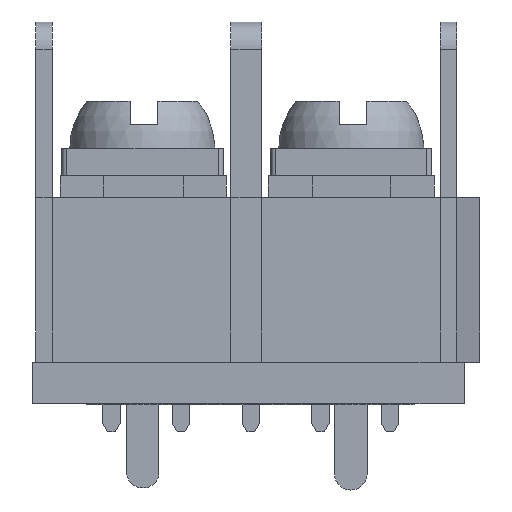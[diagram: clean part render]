
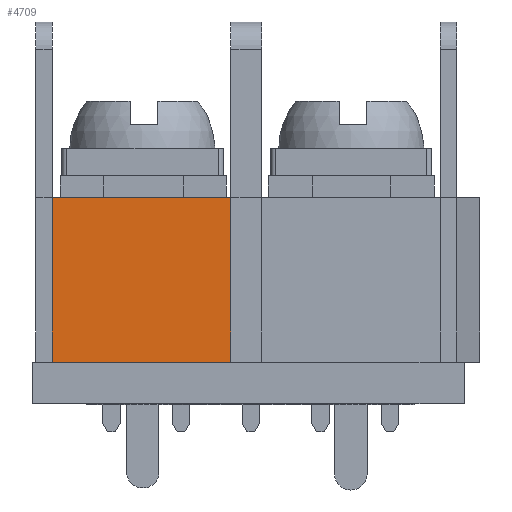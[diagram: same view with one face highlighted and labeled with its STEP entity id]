
A CAD part, left-side view. The second image highlights one B-rep face of the part: STEP entity #4709.
In plain terms, the highlighted face is planar.
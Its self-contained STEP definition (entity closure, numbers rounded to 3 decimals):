
#1890 = PLANE('',#1891);
#1891 = AXIS2_PLACEMENT_3D('',#1892,#1893,#1894);
#1892 = CARTESIAN_POINT('',(-12.016,13.938,0.));
#1893 = DIRECTION('',(0.,0.,1.));
#1894 = DIRECTION('',(1.,0.,0.));
#2953 = VERTEX_POINT('',#2954);
#2954 = CARTESIAN_POINT('',(-4.849,19.489,0.));
#2968 = PLANE('',#2969);
#2969 = AXIS2_PLACEMENT_3D('',#2970,#2971,#2972);
#2970 = CARTESIAN_POINT('',(-4.849,19.489,0.));
#2971 = DIRECTION('',(-1.,0.,0.));
#2972 = DIRECTION('',(0.,1.,0.));
#2980 = EDGE_CURVE('',#2981,#2953,#2983,.T.);
#2981 = VERTEX_POINT('',#2982);
#2982 = CARTESIAN_POINT('',(-11.358,19.489,0.));
#2983 = SURFACE_CURVE('',#2984,(#2988,#2995),.PCURVE_S1.);
#2984 = LINE('',#2985,#2986);
#2985 = CARTESIAN_POINT('',(-11.358,19.489,0.));
#2986 = VECTOR('',#2987,1.);
#2987 = DIRECTION('',(1.,0.,0.));
#2988 = PCURVE('',#1890,#2989);
#2989 = DEFINITIONAL_REPRESENTATION('',(#2990),#2994);
#2990 = LINE('',#2991,#2992);
#2991 = CARTESIAN_POINT('',(0.658,5.551));
#2992 = VECTOR('',#2993,1.);
#2993 = DIRECTION('',(1.,0.));
#2994 = ( GEOMETRIC_REPRESENTATION_CONTEXT(2) 
PARAMETRIC_REPRESENTATION_CONTEXT() REPRESENTATION_CONTEXT('2D SPACE',''
  ) );
#2995 = PCURVE('',#2996,#3001);
#2996 = PLANE('',#2997);
#2997 = AXIS2_PLACEMENT_3D('',#2998,#2999,#3000);
#2998 = CARTESIAN_POINT('',(-11.358,19.489,0.));
#2999 = DIRECTION('',(0.,1.,0.));
#3000 = DIRECTION('',(1.,0.,0.));
#3001 = DEFINITIONAL_REPRESENTATION('',(#3002),#3006);
#3002 = LINE('',#3003,#3004);
#3003 = CARTESIAN_POINT('',(0.,0.));
#3004 = VECTOR('',#3005,1.);
#3005 = DIRECTION('',(1.,0.));
#3006 = ( GEOMETRIC_REPRESENTATION_CONTEXT(2) 
PARAMETRIC_REPRESENTATION_CONTEXT() REPRESENTATION_CONTEXT('2D SPACE',''
  ) );
#3024 = PLANE('',#3025);
#3025 = AXIS2_PLACEMENT_3D('',#3026,#3027,#3028);
#3026 = CARTESIAN_POINT('',(-11.358,19.94,0.));
#3027 = DIRECTION('',(1.,0.,0.));
#3028 = DIRECTION('',(0.,-1.,0.));
#4031 = PLANE('',#4032);
#4032 = AXIS2_PLACEMENT_3D('',#4033,#4034,#4035);
#4033 = CARTESIAN_POINT('',(-12.016,13.938,6.));
#4034 = DIRECTION('',(0.,0.,1.));
#4035 = DIRECTION('',(1.,0.,0.));
#4589 = VERTEX_POINT('',#4590);
#4590 = CARTESIAN_POINT('',(-11.358,19.489,6.));
#4611 = EDGE_CURVE('',#2981,#4589,#4612,.T.);
#4612 = SURFACE_CURVE('',#4613,(#4617,#4624),.PCURVE_S1.);
#4613 = LINE('',#4614,#4615);
#4614 = CARTESIAN_POINT('',(-11.358,19.489,0.));
#4615 = VECTOR('',#4616,1.);
#4616 = DIRECTION('',(0.,0.,1.));
#4617 = PCURVE('',#3024,#4618);
#4618 = DEFINITIONAL_REPRESENTATION('',(#4619),#4623);
#4619 = LINE('',#4620,#4621);
#4620 = CARTESIAN_POINT('',(0.451,0.));
#4621 = VECTOR('',#4622,1.);
#4622 = DIRECTION('',(0.,-1.));
#4623 = ( GEOMETRIC_REPRESENTATION_CONTEXT(2) 
PARAMETRIC_REPRESENTATION_CONTEXT() REPRESENTATION_CONTEXT('2D SPACE',''
  ) );
#4624 = PCURVE('',#2996,#4625);
#4625 = DEFINITIONAL_REPRESENTATION('',(#4626),#4630);
#4626 = LINE('',#4627,#4628);
#4627 = CARTESIAN_POINT('',(0.,0.));
#4628 = VECTOR('',#4629,1.);
#4629 = DIRECTION('',(0.,-1.));
#4630 = ( GEOMETRIC_REPRESENTATION_CONTEXT(2) 
PARAMETRIC_REPRESENTATION_CONTEXT() REPRESENTATION_CONTEXT('2D SPACE',''
  ) );
#4709 = ADVANCED_FACE('',(#4710),#2996,.T.);
#4710 = FACE_BOUND('',#4711,.T.);
#4711 = EDGE_LOOP('',(#4712,#4713,#4736,#4757));
#4712 = ORIENTED_EDGE('',*,*,#4611,.T.);
#4713 = ORIENTED_EDGE('',*,*,#4714,.T.);
#4714 = EDGE_CURVE('',#4589,#4715,#4717,.T.);
#4715 = VERTEX_POINT('',#4716);
#4716 = CARTESIAN_POINT('',(-4.849,19.489,6.));
#4717 = SURFACE_CURVE('',#4718,(#4722,#4729),.PCURVE_S1.);
#4718 = LINE('',#4719,#4720);
#4719 = CARTESIAN_POINT('',(-11.358,19.489,6.));
#4720 = VECTOR('',#4721,1.);
#4721 = DIRECTION('',(1.,0.,0.));
#4722 = PCURVE('',#2996,#4723);
#4723 = DEFINITIONAL_REPRESENTATION('',(#4724),#4728);
#4724 = LINE('',#4725,#4726);
#4725 = CARTESIAN_POINT('',(0.,-6.));
#4726 = VECTOR('',#4727,1.);
#4727 = DIRECTION('',(1.,0.));
#4728 = ( GEOMETRIC_REPRESENTATION_CONTEXT(2) 
PARAMETRIC_REPRESENTATION_CONTEXT() REPRESENTATION_CONTEXT('2D SPACE',''
  ) );
#4729 = PCURVE('',#4031,#4730);
#4730 = DEFINITIONAL_REPRESENTATION('',(#4731),#4735);
#4731 = LINE('',#4732,#4733);
#4732 = CARTESIAN_POINT('',(0.658,5.551));
#4733 = VECTOR('',#4734,1.);
#4734 = DIRECTION('',(1.,0.));
#4735 = ( GEOMETRIC_REPRESENTATION_CONTEXT(2) 
PARAMETRIC_REPRESENTATION_CONTEXT() REPRESENTATION_CONTEXT('2D SPACE',''
  ) );
#4736 = ORIENTED_EDGE('',*,*,#4737,.F.);
#4737 = EDGE_CURVE('',#2953,#4715,#4738,.T.);
#4738 = SURFACE_CURVE('',#4739,(#4743,#4750),.PCURVE_S1.);
#4739 = LINE('',#4740,#4741);
#4740 = CARTESIAN_POINT('',(-4.849,19.489,0.));
#4741 = VECTOR('',#4742,1.);
#4742 = DIRECTION('',(0.,0.,1.));
#4743 = PCURVE('',#2996,#4744);
#4744 = DEFINITIONAL_REPRESENTATION('',(#4745),#4749);
#4745 = LINE('',#4746,#4747);
#4746 = CARTESIAN_POINT('',(6.509,0.));
#4747 = VECTOR('',#4748,1.);
#4748 = DIRECTION('',(0.,-1.));
#4749 = ( GEOMETRIC_REPRESENTATION_CONTEXT(2) 
PARAMETRIC_REPRESENTATION_CONTEXT() REPRESENTATION_CONTEXT('2D SPACE',''
  ) );
#4750 = PCURVE('',#2968,#4751);
#4751 = DEFINITIONAL_REPRESENTATION('',(#4752),#4756);
#4752 = LINE('',#4753,#4754);
#4753 = CARTESIAN_POINT('',(0.,0.));
#4754 = VECTOR('',#4755,1.);
#4755 = DIRECTION('',(0.,-1.));
#4756 = ( GEOMETRIC_REPRESENTATION_CONTEXT(2) 
PARAMETRIC_REPRESENTATION_CONTEXT() REPRESENTATION_CONTEXT('2D SPACE',''
  ) );
#4757 = ORIENTED_EDGE('',*,*,#2980,.F.);
